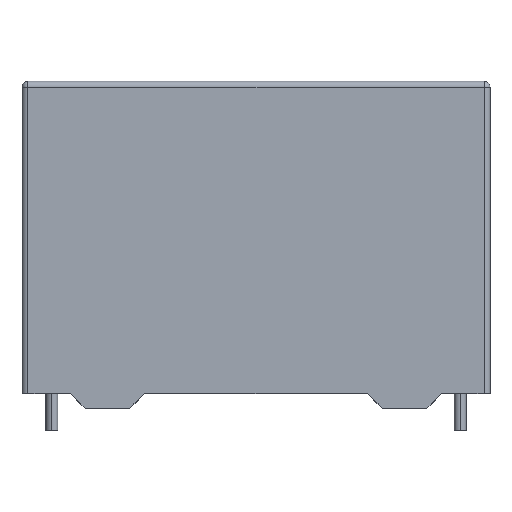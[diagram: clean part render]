
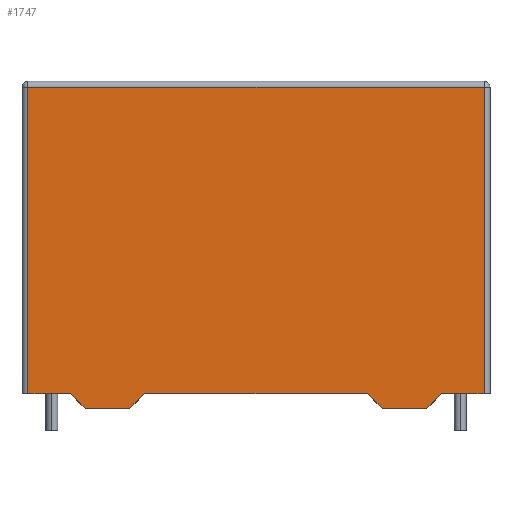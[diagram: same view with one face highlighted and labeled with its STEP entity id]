
A CAD part, top view. The second image highlights one B-rep face of the part: STEP entity #1747.
In plain terms, the highlighted planar face has unit normal (0, 0, 1).
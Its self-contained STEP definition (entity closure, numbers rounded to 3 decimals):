
#16 = VERTEX_POINT ( 'NONE', #1380 ) ;
#35 = VERTEX_POINT ( 'NONE', #1265 ) ;
#127 = EDGE_LOOP ( 'NONE', ( #1232, #1356, #1322, #1402, #1399, #1238, #1280, #1246, #1355, #1384, #1344, #1279 ) ) ;
#132 = VERTEX_POINT ( 'NONE', #1316 ) ;
#141 = VERTEX_POINT ( 'NONE', #1352 ) ;
#145 = VERTEX_POINT ( 'NONE', #1277 ) ;
#147 = VERTEX_POINT ( 'NONE', #1392 ) ;
#150 = VERTEX_POINT ( 'NONE', #1275 ) ;
#156 = VERTEX_POINT ( 'NONE', #1267 ) ;
#162 = VERTEX_POINT ( 'NONE', #1242 ) ;
#163 = VERTEX_POINT ( 'NONE', #1230 ) ;
#164 = VERTEX_POINT ( 'NONE', #1255 ) ;
#166 = VERTEX_POINT ( 'NONE', #1231 ) ;
#338 = VECTOR ( 'NONE', #1523, 1000. ) ;
#339 = AXIS2_PLACEMENT_3D ( 'NONE', #719, #716, #715 ) ;
#344 = FACE_OUTER_BOUND ( 'NONE', #127, .T. ) ;
#390 = VECTOR ( 'NONE', #776, 1000. ) ;
#393 = VECTOR ( 'NONE', #1554, 1000. ) ;
#416 = VECTOR ( 'NONE', #812, 1000. ) ;
#423 = VECTOR ( 'NONE', #830, 1000. ) ;
#449 = VECTOR ( 'NONE', #899, 1000. ) ;
#451 = VECTOR ( 'NONE', #902, 1000. ) ;
#455 = VECTOR ( 'NONE', #1530, 1000. ) ;
#464 = VECTOR ( 'NONE', #924, 1000. ) ;
#504 = VECTOR ( 'NONE', #971, 1000. ) ;
#519 = VECTOR ( 'NONE', #1504, 1000. ) ;
#550 = VECTOR ( 'NONE', #1546, 1000. ) ;
#715 = DIRECTION ( 'NONE',  ( -1., 0., 0. ) ) ;
#716 = DIRECTION ( 'NONE',  ( 0., 0., -1. ) ) ;
#719 = CARTESIAN_POINT ( 'NONE',  ( 0., 22., 0. ) ) ;
#731 = PLANE ( 'NONE',  #339 ) ;
#774 = LINE ( 'NONE', #775, #390 ) ;
#775 = CARTESIAN_POINT ( 'NONE',  ( 28.25, 1., 0. ) ) ;
#776 = DIRECTION ( 'NONE',  ( -0.707, -0.707, 0. ) ) ;
#812 = DIRECTION ( 'NONE',  ( -0.707, -0.707, 0. ) ) ;
#813 = CARTESIAN_POINT ( 'NONE',  ( 7.25, 0., 0. ) ) ;
#815 = LINE ( 'NONE', #813, #416 ) ;
#830 = DIRECTION ( 'NONE',  ( -0.707, 0.707, 0. ) ) ;
#831 = CARTESIAN_POINT ( 'NONE',  ( 24.25, 0., 0. ) ) ;
#832 = LINE ( 'NONE', #831, #423 ) ;
#899 = DIRECTION ( 'NONE',  ( 0., -1., 0. ) ) ;
#900 = CARTESIAN_POINT ( 'NONE',  ( 0.4, 22., 0. ) ) ;
#901 = LINE ( 'NONE', #900, #449 ) ;
#902 = DIRECTION ( 'NONE',  ( -0.707, 0.707, 0. ) ) ;
#903 = CARTESIAN_POINT ( 'NONE',  ( 3.25, 1., 0. ) ) ;
#904 = LINE ( 'NONE', #903, #451 ) ;
#924 = DIRECTION ( 'NONE',  ( 1., 0., 0. ) ) ;
#925 = CARTESIAN_POINT ( 'NONE',  ( 0., 0., 0. ) ) ;
#926 = LINE ( 'NONE', #925, #464 ) ;
#971 = DIRECTION ( 'NONE',  ( -1., 0., 0. ) ) ;
#972 = CARTESIAN_POINT ( 'NONE',  ( 0., 1., 0. ) ) ;
#973 = LINE ( 'NONE', #972, #504 ) ;
#1230 = CARTESIAN_POINT ( 'NONE',  ( 31.1, 21.6, 0. ) ) ;
#1231 = CARTESIAN_POINT ( 'NONE',  ( 0.4, 21.6, 0. ) ) ;
#1232 = ORIENTED_EDGE ( 'NONE', *, *, #1704, .T. ) ;
#1238 = ORIENTED_EDGE ( 'NONE', *, *, #1777, .F. ) ;
#1242 = CARTESIAN_POINT ( 'NONE',  ( 3.25, 1., 0. ) ) ;
#1246 = ORIENTED_EDGE ( 'NONE', *, *, #1785, .T. ) ;
#1255 = CARTESIAN_POINT ( 'NONE',  ( 24.25, 0., 0. ) ) ;
#1265 = CARTESIAN_POINT ( 'NONE',  ( 23.25, 1., 0. ) ) ;
#1267 = CARTESIAN_POINT ( 'NONE',  ( 4.25, 0., 0. ) ) ;
#1275 = CARTESIAN_POINT ( 'NONE',  ( 0.4, 1., 0. ) ) ;
#1277 = CARTESIAN_POINT ( 'NONE',  ( 8.25, 1., 0. ) ) ;
#1279 = ORIENTED_EDGE ( 'NONE', *, *, #1782, .T. ) ;
#1280 = ORIENTED_EDGE ( 'NONE', *, *, #1716, .F. ) ;
#1316 = CARTESIAN_POINT ( 'NONE',  ( 31.1, 1., 0. ) ) ;
#1322 = ORIENTED_EDGE ( 'NONE', *, *, #1703, .F. ) ;
#1344 = ORIENTED_EDGE ( 'NONE', *, *, #1790, .T. ) ;
#1352 = CARTESIAN_POINT ( 'NONE',  ( 28.25, 1., 0. ) ) ;
#1355 = ORIENTED_EDGE ( 'NONE', *, *, #1730, .F. ) ;
#1356 = ORIENTED_EDGE ( 'NONE', *, *, #1680, .F. ) ;
#1380 = CARTESIAN_POINT ( 'NONE',  ( 27.25, 0., 0. ) ) ;
#1384 = ORIENTED_EDGE ( 'NONE', *, *, #1786, .F. ) ;
#1392 = CARTESIAN_POINT ( 'NONE',  ( 7.25, 0., 0. ) ) ;
#1399 = ORIENTED_EDGE ( 'NONE', *, *, #1721, .F. ) ;
#1402 = ORIENTED_EDGE ( 'NONE', *, *, #1696, .T. ) ;
#1498 = LINE ( 'NONE', #1532, #455 ) ;
#1504 = DIRECTION ( 'NONE',  ( 1., 0., 0. ) ) ;
#1507 = CARTESIAN_POINT ( 'NONE',  ( 0., 0., 0. ) ) ;
#1509 = LINE ( 'NONE', #1507, #519 ) ;
#1523 = DIRECTION ( 'NONE',  ( 0., 1., 0. ) ) ;
#1524 = CARTESIAN_POINT ( 'NONE',  ( 31.1, 22., 0. ) ) ;
#1525 = LINE ( 'NONE', #1524, #338 ) ;
#1530 = DIRECTION ( 'NONE',  ( -1., 0., 0. ) ) ;
#1532 = CARTESIAN_POINT ( 'NONE',  ( 31.5, 1., 0. ) ) ;
#1541 = LINE ( 'NONE', #1543, #550 ) ;
#1543 = CARTESIAN_POINT ( 'NONE',  ( 0., 21.6, 0. ) ) ;
#1546 = DIRECTION ( 'NONE',  ( -1., 0., 0. ) ) ;
#1554 = DIRECTION ( 'NONE',  ( -1., 0., 0. ) ) ;
#1555 = CARTESIAN_POINT ( 'NONE',  ( 8.25, 1., 0. ) ) ;
#1556 = LINE ( 'NONE', #1555, #393 ) ;
#1680 = EDGE_CURVE ( 'NONE', #162, #150, #973, .T. ) ;
#1696 = EDGE_CURVE ( 'NONE', #156, #147, #926, .T. ) ;
#1703 = EDGE_CURVE ( 'NONE', #156, #162, #904, .T. ) ;
#1704 = EDGE_CURVE ( 'NONE', #166, #150, #901, .T. ) ;
#1716 = EDGE_CURVE ( 'NONE', #164, #35, #832, .T. ) ;
#1721 = EDGE_CURVE ( 'NONE', #145, #147, #815, .T. ) ;
#1730 = EDGE_CURVE ( 'NONE', #141, #16, #774, .T. ) ;
#1747 = ADVANCED_FACE ( 'NONE', ( #344 ), #731, .F. ) ;
#1777 = EDGE_CURVE ( 'NONE', #35, #145, #1556, .T. ) ;
#1782 = EDGE_CURVE ( 'NONE', #163, #166, #1541, .T. ) ;
#1785 = EDGE_CURVE ( 'NONE', #164, #16, #1509, .T. ) ;
#1786 = EDGE_CURVE ( 'NONE', #132, #141, #1498, .T. ) ;
#1790 = EDGE_CURVE ( 'NONE', #132, #163, #1525, .T. ) ;
